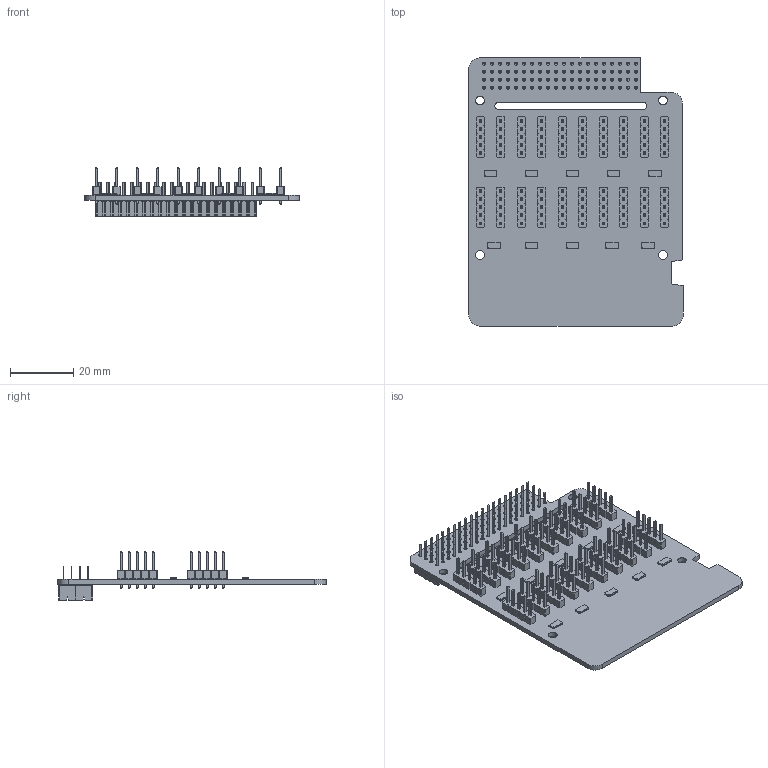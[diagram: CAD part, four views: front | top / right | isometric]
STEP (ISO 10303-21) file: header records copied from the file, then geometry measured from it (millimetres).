
FILE_DESCRIPTION(('KiCad electronic assembly'),'2;1');
FILE_NAME('VAAMAN_KICAD.step','2024-06-10T11:06:11',('Pcbnew'),('Kicad') ,'Open CASCADE STEP processor 7.7','KiCad to STEP converter','Unknown' );
FILE_SCHEMA(('AUTOMOTIVE_DESIGN { 1 0 10303 214 1 1 1 1 }'));
Length unit declared in the file: millimetre
Products named in the file (8): VAAMAN_KICAD 1; 1; PinHeader_1x05_P254mm_Vertical; TXB0108DQSR--3DModel-STEP-56544; DQS20; ces-120-02-g-d; _autosave-VAAMAN_KICAD_PCB
Assembly tree (36 placements, depth 3):
  VAAMAN_KICAD 1
    1  x20
      PinHeader_1x05_P254mm_Vertical
    TXB0108DQSR--3DModel-STEP-56544  x10
      DQS20
    ces-120-02-g-d  x2
      ces-120-02-g-d
    _autosave-VAAMAN_KICAD_PCB
Bounding box: 68 x 85.02 x 15.27 mm (x, y, z)
Volume: 13031 mm3; surface area: 21882.8 mm2
Topology: 243 solids, 243 shells, 7253 faces, 18391 edges, 11994 vertices
Faces by surface type: plane 6862, cylinder 391
Full cylindrical faces by diameter (mm): 0.914 x100, 1 x80, 2.78 x4
Entity records: 65364 total; most frequent: CARTESIAN_POINT 9770, ORIENTED_EDGE 9592, DIRECTION 8926, EDGE_CURVE 4796, LINE 4246, VECTOR 4246, VERTEX_POINT 3184, AXIS2_PLACEMENT_3D 2340
